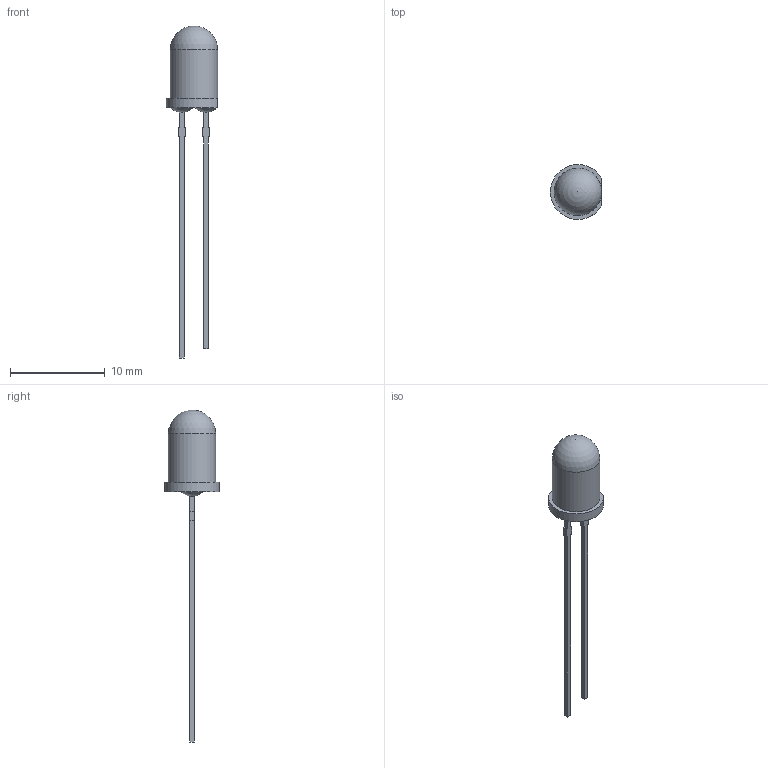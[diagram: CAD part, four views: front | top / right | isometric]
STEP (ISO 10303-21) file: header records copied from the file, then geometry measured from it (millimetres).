
FILE_DESCRIPTION( ( 'Unknown' ), '1' );
FILE_NAME( '151053xxx.stp', 'Unknown', ( 'Unknown' ), ( 'Unknown' ), 'PSStep 16.0.42', 'Unknown', ' ' );
FILE_SCHEMA( ( 'AUTOMOTIVE_DESIGN { 1 0 10303 214 1 1 1 1 }' ) );
Length unit declared in the file: millimetre
Products named in the file (1): 1
Bounding box: 5.4 x 5.8 x 35 mm (x, y, z)
Volume: 173.9 mm3; surface area: 273.5 mm2
Topology: 1 solids, 1 shells, 34 faces, 92 edges, 61 vertices
Faces by surface type: plane 29, sphere 3, cylinder 2
Full cylindrical faces by diameter (mm): 5 x1
Entity records: 1289 total; most frequent: CARTESIAN_POINT 175, DIRECTION 167, ORIENTED_EDGE 166, EDGE_CURVE 83, LINE 69, VECTOR 69, VERTEX_POINT 57, AXIS2_PLACEMENT_3D 49
